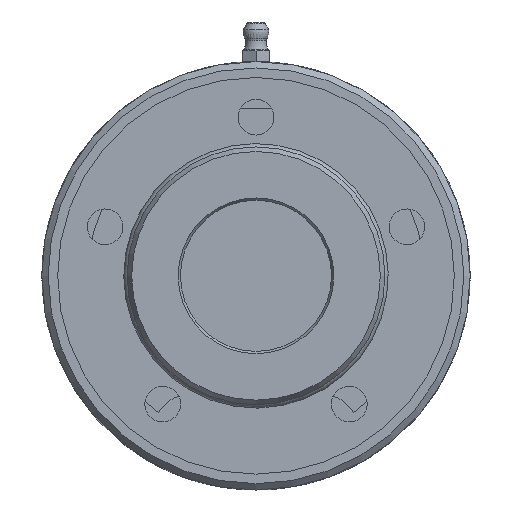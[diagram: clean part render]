
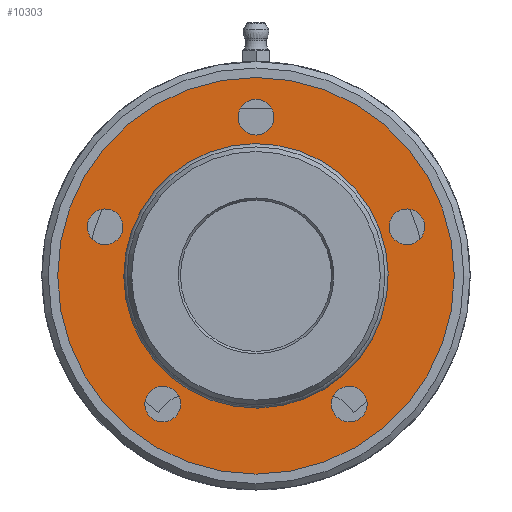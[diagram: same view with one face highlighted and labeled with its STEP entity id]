
A CAD part, left-side view. The second image highlights one B-rep face of the part: STEP entity #10303.
In plain terms, the highlighted planar face has unit normal (-1, 0, 0).
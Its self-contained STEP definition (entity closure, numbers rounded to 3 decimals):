
#293=PLANE('',#11247);
#557=FACE_BOUND('',#1781,.T.);
#558=FACE_BOUND('',#1782,.T.);
#559=FACE_BOUND('',#1783,.T.);
#560=FACE_BOUND('',#1784,.T.);
#561=FACE_BOUND('',#1785,.T.);
#562=FACE_BOUND('',#1786,.T.);
#1127=FACE_OUTER_BOUND('',#1780,.T.);
#1780=EDGE_LOOP('',(#9248,#9249));
#1781=EDGE_LOOP('',(#9250));
#1782=EDGE_LOOP('',(#9251));
#1783=EDGE_LOOP('',(#9252));
#1784=EDGE_LOOP('',(#9253));
#1785=EDGE_LOOP('',(#9254));
#1786=EDGE_LOOP('',(#9255,#9256));
#2749=CIRCLE('',#11193,50.);
#2750=CIRCLE('',#11194,50.);
#2754=CIRCLE('',#11201,4.5);
#2758=CIRCLE('',#11208,4.5);
#2762=CIRCLE('',#11215,4.5);
#2766=CIRCLE('',#11222,4.5);
#2770=CIRCLE('',#11229,4.5);
#2781=CIRCLE('',#11248,32.3);
#2782=CIRCLE('',#11249,32.3);
#4761=VERTEX_POINT('',#26987);
#4762=VERTEX_POINT('',#26989);
#4766=VERTEX_POINT('',#27002);
#4770=VERTEX_POINT('',#27015);
#4774=VERTEX_POINT('',#27028);
#4778=VERTEX_POINT('',#27041);
#4782=VERTEX_POINT('',#27054);
#4792=VERTEX_POINT('',#27089);
#4793=VERTEX_POINT('',#27090);
#6243=EDGE_CURVE('',#4761,#4762,#2749,.T.);
#6244=EDGE_CURVE('',#4762,#4761,#2750,.T.);
#6249=EDGE_CURVE('',#4766,#4766,#2754,.T.);
#6255=EDGE_CURVE('',#4770,#4770,#2758,.T.);
#6261=EDGE_CURVE('',#4774,#4774,#2762,.T.);
#6267=EDGE_CURVE('',#4778,#4778,#2766,.T.);
#6273=EDGE_CURVE('',#4782,#4782,#2770,.T.);
#6290=EDGE_CURVE('',#4792,#4793,#2781,.T.);
#6291=EDGE_CURVE('',#4793,#4792,#2782,.T.);
#9248=ORIENTED_EDGE('',*,*,#6244,.F.);
#9249=ORIENTED_EDGE('',*,*,#6243,.F.);
#9250=ORIENTED_EDGE('',*,*,#6249,.T.);
#9251=ORIENTED_EDGE('',*,*,#6255,.T.);
#9252=ORIENTED_EDGE('',*,*,#6261,.T.);
#9253=ORIENTED_EDGE('',*,*,#6267,.T.);
#9254=ORIENTED_EDGE('',*,*,#6273,.T.);
#9255=ORIENTED_EDGE('',*,*,#6290,.T.);
#9256=ORIENTED_EDGE('',*,*,#6291,.T.);
#10303=ADVANCED_FACE('',(#1127,#557,#558,#559,#560,#561,#562),#293,.F.);
#11193=AXIS2_PLACEMENT_3D('',#26990,#13461,#13462);
#11194=AXIS2_PLACEMENT_3D('',#26991,#13463,#13464);
#11201=AXIS2_PLACEMENT_3D('',#27003,#13478,#13479);
#11208=AXIS2_PLACEMENT_3D('',#27016,#13494,#13495);
#11215=AXIS2_PLACEMENT_3D('',#27029,#13510,#13511);
#11222=AXIS2_PLACEMENT_3D('',#27042,#13526,#13527);
#11229=AXIS2_PLACEMENT_3D('',#27055,#13542,#13543);
#11247=AXIS2_PLACEMENT_3D('',#27088,#13584,#13585);
#11248=AXIS2_PLACEMENT_3D('',#27091,#13586,#13587);
#11249=AXIS2_PLACEMENT_3D('',#27092,#13588,#13589);
#13461=DIRECTION('center_axis',(1.,0.,0.));
#13462=DIRECTION('ref_axis',(0.,-1.,0.));
#13463=DIRECTION('center_axis',(1.,0.,0.));
#13464=DIRECTION('ref_axis',(0.,-1.,0.));
#13478=DIRECTION('center_axis',(1.,0.,0.));
#13479=DIRECTION('ref_axis',(0.,-0.951,-0.309));
#13494=DIRECTION('center_axis',(1.,0.,0.));
#13495=DIRECTION('ref_axis',(0.,-0.588,0.809));
#13510=DIRECTION('center_axis',(1.,0.,0.));
#13511=DIRECTION('ref_axis',(0.,0.588,0.809));
#13526=DIRECTION('center_axis',(1.,0.,0.));
#13527=DIRECTION('ref_axis',(0.,0.951,-0.309));
#13542=DIRECTION('center_axis',(1.,0.,0.));
#13543=DIRECTION('ref_axis',(0.,0.,-1.));
#13584=DIRECTION('center_axis',(1.,0.,0.));
#13585=DIRECTION('ref_axis',(0.,0.,-1.));
#13586=DIRECTION('center_axis',(1.,0.,0.));
#13587=DIRECTION('ref_axis',(0.,0.,1.));
#13588=DIRECTION('center_axis',(1.,0.,0.));
#13589=DIRECTION('ref_axis',(0.,0.,1.));
#26987=CARTESIAN_POINT('',(20.,50.,0.));
#26989=CARTESIAN_POINT('',(20.,0.,50.));
#26990=CARTESIAN_POINT('Origin',(20.,0.,0.));
#26991=CARTESIAN_POINT('Origin',(20.,0.,0.));
#27002=CARTESIAN_POINT('',(20.,42.322,13.751));
#27003=CARTESIAN_POINT('Origin',(20.,38.042,12.361));
#27015=CARTESIAN_POINT('',(20.,26.156,-36.001));
#27016=CARTESIAN_POINT('Origin',(20.,23.511,-32.361));
#27028=CARTESIAN_POINT('',(20.,-26.156,-36.001));
#27029=CARTESIAN_POINT('Origin',(20.,-23.511,-32.361));
#27041=CARTESIAN_POINT('',(20.,-42.322,13.751));
#27042=CARTESIAN_POINT('Origin',(20.,-38.042,12.361));
#27054=CARTESIAN_POINT('',(20.,0.,44.5));
#27055=CARTESIAN_POINT('Origin',(20.,0.,40.));
#27088=CARTESIAN_POINT('Origin',(20.,0.,41.15));
#27089=CARTESIAN_POINT('',(20.,0.,32.3));
#27090=CARTESIAN_POINT('',(20.,0.,-32.3));
#27091=CARTESIAN_POINT('Origin',(20.,0.,0.));
#27092=CARTESIAN_POINT('Origin',(20.,0.,0.));
